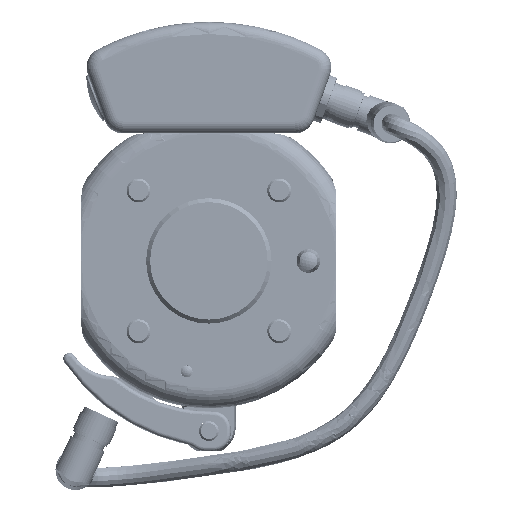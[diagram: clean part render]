
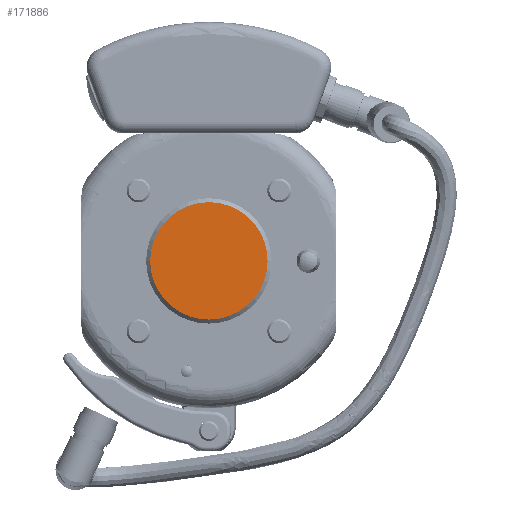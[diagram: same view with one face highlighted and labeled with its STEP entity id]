
A CAD part, front view. The second image highlights one B-rep face of the part: STEP entity #171886.
In plain terms, the highlighted planar face has unit normal (0, -1, 0).
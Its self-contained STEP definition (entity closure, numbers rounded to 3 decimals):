
#919 = ORIENTED_EDGE ( 'NONE', *, *, #191170, .T. ) ;
#4952 = AXIS2_PLACEMENT_3D ( 'NONE', #137906, #61072, #122484 ) ;
#7285 = CARTESIAN_POINT ( 'NONE',  ( 0., -4., 0. ) ) ;
#15710 = PLANE ( 'NONE',  #31574 ) ;
#17730 = DIRECTION ( 'NONE',  ( 0., 0., -1. ) ) ;
#21564 = CIRCLE ( 'NONE', #136028, 14.75 ) ;
#31574 = AXIS2_PLACEMENT_3D ( 'NONE', #158088, #49425, #17730 ) ;
#34825 = ORIENTED_EDGE ( 'NONE', *, *, #69760, .T. ) ;
#49425 = DIRECTION ( 'NONE',  ( 0., -1., 0. ) ) ;
#56399 = DIRECTION ( 'NONE',  ( 0., -1., 0. ) ) ;
#61072 = DIRECTION ( 'NONE',  ( 0., -1., 0. ) ) ;
#62795 = FACE_OUTER_BOUND ( 'NONE', #160031, .T. ) ;
#65695 = VERTEX_POINT ( 'NONE', #104750 ) ;
#69760 = EDGE_CURVE ( 'NONE', #141742, #65695, #109633, .T. ) ;
#104750 = CARTESIAN_POINT ( 'NONE',  ( 0., -4., 14.75 ) ) ;
#109633 = CIRCLE ( 'NONE', #4952, 14.75 ) ;
#122484 = DIRECTION ( 'NONE',  ( 0., 0., -1. ) ) ;
#136028 = AXIS2_PLACEMENT_3D ( 'NONE', #7285, #56399, #164999 ) ;
#137906 = CARTESIAN_POINT ( 'NONE',  ( 0., -4., 0. ) ) ;
#141742 = VERTEX_POINT ( 'NONE', #190274 ) ;
#158088 = CARTESIAN_POINT ( 'NONE',  ( 15.75, -4., 0. ) ) ;
#160031 = EDGE_LOOP ( 'NONE', ( #919, #34825 ) ) ;
#164999 = DIRECTION ( 'NONE',  ( 0., 0., -1. ) ) ;
#171886 = ADVANCED_FACE ( 'NONE', ( #62795 ), #15710, .T. ) ;
#190274 = CARTESIAN_POINT ( 'NONE',  ( 0., -4., -14.75 ) ) ;
#191170 = EDGE_CURVE ( 'NONE', #65695, #141742, #21564, .T. ) ;
